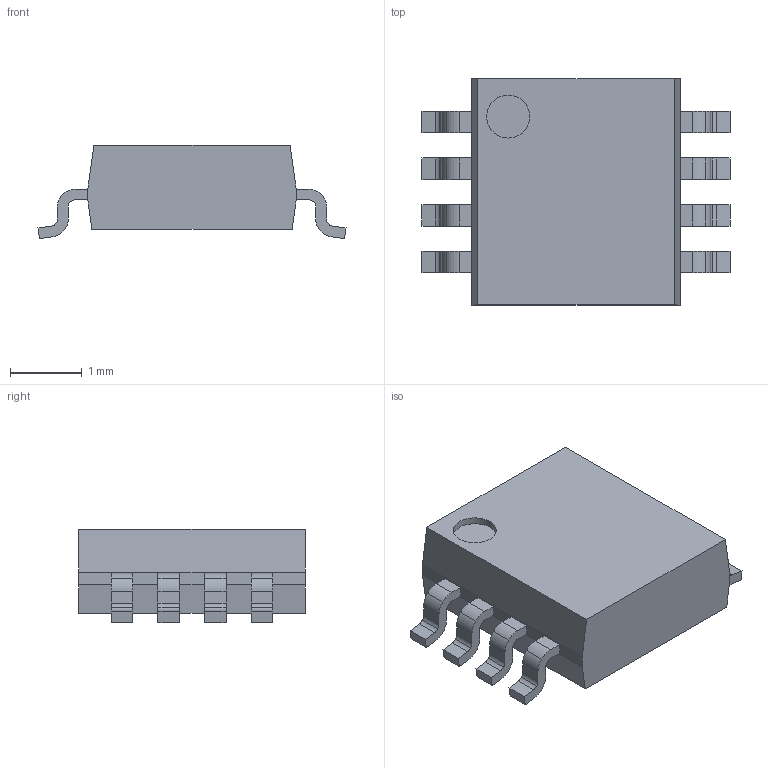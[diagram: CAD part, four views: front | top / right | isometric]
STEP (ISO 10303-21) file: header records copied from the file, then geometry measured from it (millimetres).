
FILE_DESCRIPTION((''),'2;1');
FILE_NAME('SOP65P400X130-8N.stp','2009-11-04T11:32:45',(''),(''),'Mechanical Desktop 2006','Mechanical Desktop 2006',', , ');
FILE_SCHEMA(('AUTOMOTIVE_DESIGN { 1 2 10303 214 0 1 1 1 }'));
Length unit declared in the file: millimetre
Products named in the file (1): Product
Bounding box: 4.29 x 3.15 x 1.3 mm (x, y, z)
Volume: 10.8 mm3; surface area: 40 mm2
Topology: 9 solids, 9 shells, 157 faces, 414 edges, 276 vertices
Faces by surface type: bspline 72, plane 51, cylinder 34
Entity records: 5340 total; most frequent: CARTESIAN_POINT 1512, ORIENTED_EDGE 828, DIRECTION 718, EDGE_CURVE 414, VECTOR 282, LINE 282, VERTEX_POINT 276, AXIS2_PLACEMENT_3D 218
